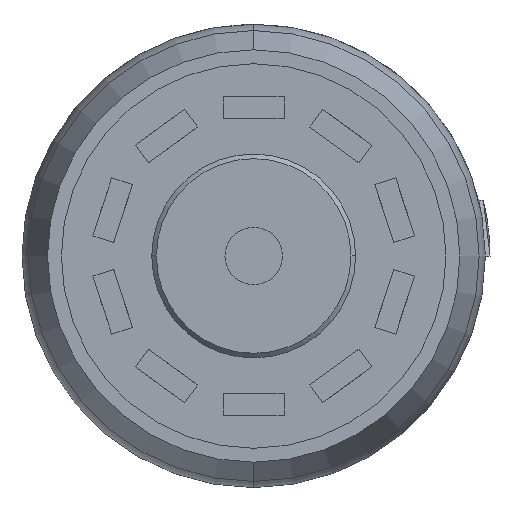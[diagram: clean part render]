
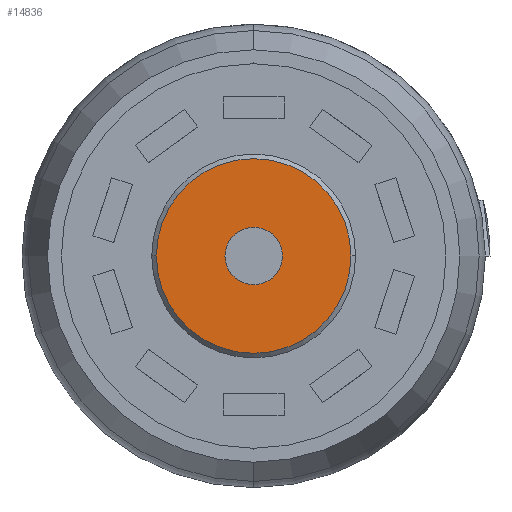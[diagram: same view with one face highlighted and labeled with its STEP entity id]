
A CAD part, front view. The second image highlights one B-rep face of the part: STEP entity #14836.
In plain terms, the highlighted planar face has unit normal (0, -1, 0).
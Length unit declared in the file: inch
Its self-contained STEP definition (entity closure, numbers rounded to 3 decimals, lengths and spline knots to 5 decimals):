
#14637=CARTESIAN_POINT('',(0.,-0.329,0.));
#14638=DIRECTION('',(0.,-1.,0.));
#14639=DIRECTION('',(-1.,0.,0.));
#14640=AXIS2_PLACEMENT_3D('',#14637,#14638,#14639);
#14642=CARTESIAN_POINT('',(0.,-0.329,0.));
#14643=DIRECTION('',(0.,-1.,0.));
#14644=DIRECTION('',(1.,0.,0.));
#14645=AXIS2_PLACEMENT_3D('',#14642,#14643,#14644);
#14647=CARTESIAN_POINT('',(0.,-0.329,0.));
#14648=DIRECTION('',(0.,-1.,0.));
#14649=DIRECTION('',(1.,0.,0.));
#14650=AXIS2_PLACEMENT_3D('',#14647,#14648,#14649);
#14711=CARTESIAN_POINT('',(0.,-0.329,0.));
#14712=DIRECTION('',(0.,1.,0.));
#14713=DIRECTION('',(1.,0.,0.));
#14714=AXIS2_PLACEMENT_3D('',#14711,#14712,#14713);
#14779=CARTESIAN_POINT('',(0.031,-0.329,0.));
#14781=VERTEX_POINT('',#14779);
#14787=CARTESIAN_POINT('',(-0.031,-0.329,0.));
#14789=VERTEX_POINT('',#14787);
#14795=CARTESIAN_POINT('',(-0.105,-0.329,0.));
#14796=CARTESIAN_POINT('',(0.105,-0.329,0.));
#14797=VERTEX_POINT('',#14795);
#14798=VERTEX_POINT('',#14796);
#14819=CARTESIAN_POINT('',(0.,-0.329,0.));
#14820=DIRECTION('',(0.,-1.,0.));
#14821=DIRECTION('',(1.,0.,0.));
#14822=AXIS2_PLACEMENT_3D('',#14819,#14820,#14821);
#14823=PLANE('',#14822);
#14825=ORIENTED_EDGE('',*,*,#14824,.F.);
#14827=ORIENTED_EDGE('',*,*,#14826,.F.);
#14828=EDGE_LOOP('',(#14825,#14827));
#14829=FACE_OUTER_BOUND('',#14828,.F.);
#14831=ORIENTED_EDGE('',*,*,#14830,.T.);
#14833=ORIENTED_EDGE('',*,*,#14832,.F.);
#14834=EDGE_LOOP('',(#14831,#14833));
#14835=FACE_BOUND('',#14834,.F.);
#14836=ADVANCED_FACE('',(#14829,#14835),#14823,.T.);
#14641=CIRCLE('',#14640,0.105);
#14646=CIRCLE('',#14645,0.105);
#14651=CIRCLE('',#14650,0.031);
#14715=CIRCLE('',#14714,0.031);
#14824=EDGE_CURVE('',#14797,#14798,#14641,.T.);
#14826=EDGE_CURVE('',#14798,#14797,#14646,.T.);
#14830=EDGE_CURVE('',#14781,#14789,#14651,.T.);
#14832=EDGE_CURVE('',#14781,#14789,#14715,.T.);
